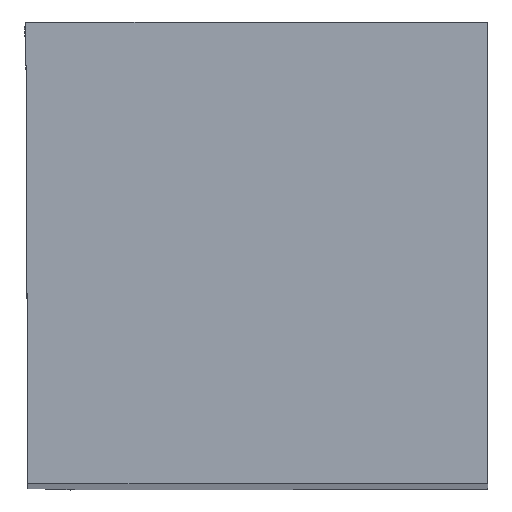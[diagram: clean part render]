
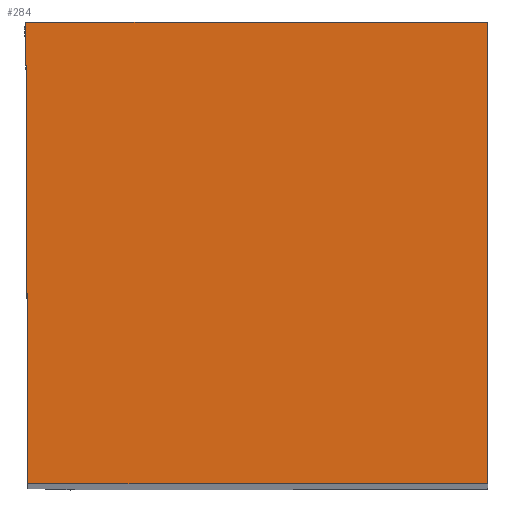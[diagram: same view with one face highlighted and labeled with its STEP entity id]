
A CAD part, top view. The second image highlights one B-rep face of the part: STEP entity #284.
In plain terms, the highlighted planar face has unit normal (0, 0, 1).
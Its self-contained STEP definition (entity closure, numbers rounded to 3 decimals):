
#284=ADVANCED_FACE('CU_BACK_SU1',(#417),#371,.F.);
#371=PLANE('',#1658);
#417=FACE_OUTER_BOUND('',#493,.T.);
#493=EDGE_LOOP('',(#590,#591,#592,#593));
#590=ORIENTED_EDGE('',*,*,#1160,.F.);
#591=ORIENTED_EDGE('',*,*,#1161,.T.);
#592=ORIENTED_EDGE('',*,*,#1162,.T.);
#593=ORIENTED_EDGE('',*,*,#1163,.T.);
#1018=VERTEX_POINT('',#2247);
#1019=VERTEX_POINT('',#2248);
#1020=VERTEX_POINT('',#2250);
#1021=VERTEX_POINT('',#2252);
#1160=EDGE_CURVE('',#1018,#1019,#1374,.T.);
#1161=EDGE_CURVE('',#1018,#1020,#1375,.T.);
#1162=EDGE_CURVE('',#1020,#1021,#1376,.T.);
#1163=EDGE_CURVE('',#1021,#1019,#1377,.T.);
#1374=LINE('',#2246,#1478);
#1375=LINE('',#2249,#1479);
#1376=LINE('',#2251,#1480);
#1377=LINE('',#2253,#1481);
#1478=VECTOR('',#1818,1.);
#1479=VECTOR('',#1819,1.);
#1480=VECTOR('',#1820,1.);
#1481=VECTOR('',#1821,1.);
#1658=AXIS2_PLACEMENT_3D('',#2254,#1822,#1823);
#1818=DIRECTION('',(-0.004,1.,0.));
#1819=DIRECTION('',(1.,0.,0.));
#1820=DIRECTION('',(0.,1.,0.));
#1821=DIRECTION('',(-1.,0.,0.));
#1822=DIRECTION('',(0.,0.,-1.));
#1823=DIRECTION('',(0.,-1.,0.));
#2246=CARTESIAN_POINT('',(-16.037,35.781,0.));
#2247=CARTESIAN_POINT('',(-15.88,0.,0.));
#2248=CARTESIAN_POINT('',(-15.95,15.95,0.));
#2249=CARTESIAN_POINT('',(22.798,0.,0.));
#2250=CARTESIAN_POINT('',(0.,0.,0.));
#2251=CARTESIAN_POINT('',(0.,35.95,0.));
#2252=CARTESIAN_POINT('',(0.,15.95,0.));
#2253=CARTESIAN_POINT('',(22.798,15.95,0.));
#2254=CARTESIAN_POINT('',(22.798,35.95,0.));
